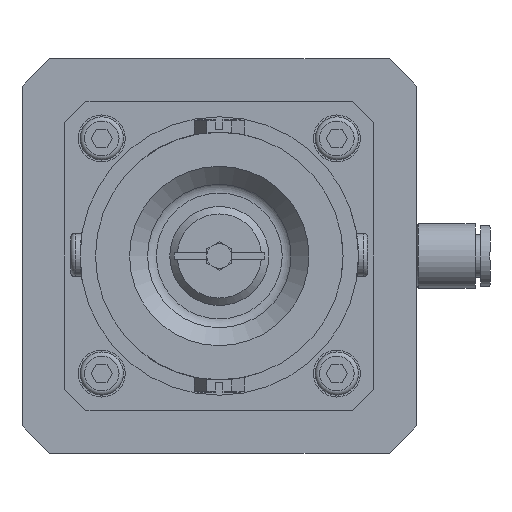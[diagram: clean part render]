
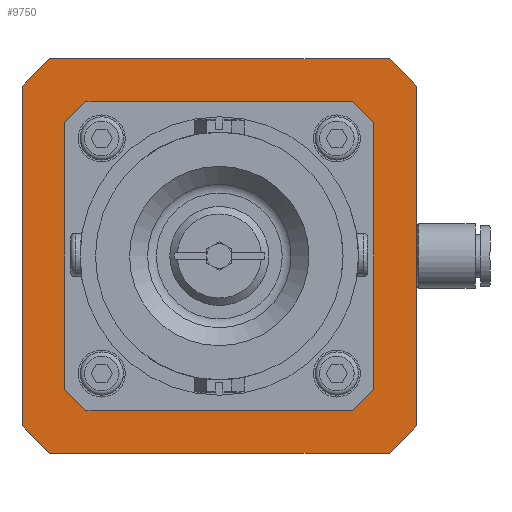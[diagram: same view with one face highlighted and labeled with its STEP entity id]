
A CAD part, front view. The second image highlights one B-rep face of the part: STEP entity #9750.
In plain terms, the highlighted face is planar.
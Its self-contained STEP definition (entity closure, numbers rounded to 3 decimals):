
#528=FACE_BOUND('',#1991,.T.);
#529=FACE_BOUND('',#1992,.T.);
#530=FACE_BOUND('',#1993,.T.);
#531=FACE_BOUND('',#1994,.T.);
#532=FACE_BOUND('',#1995,.T.);
#812=PLANE('',#10982);
#1323=FACE_OUTER_BOUND('',#1990,.T.);
#1990=EDGE_LOOP('',(#8707,#8708,#8709,#8710,#8711,#8712,#8713,#8714));
#1991=EDGE_LOOP('',(#8715));
#1992=EDGE_LOOP('',(#8716));
#1993=EDGE_LOOP('',(#8717));
#1994=EDGE_LOOP('',(#8718));
#1995=EDGE_LOOP('',(#8719));
#2811=LINE('',#16696,#3653);
#2814=LINE('',#16702,#3656);
#2816=LINE('',#16706,#3658);
#2818=LINE('',#16711,#3660);
#2821=LINE('',#16716,#3663);
#2823=LINE('',#16720,#3665);
#2825=LINE('',#16723,#3667);
#2826=LINE('',#16725,#3668);
#3653=VECTOR('',#13534,10.);
#3656=VECTOR('',#13541,10.);
#3658=VECTOR('',#13545,10.);
#3660=VECTOR('',#13549,10.);
#3663=VECTOR('',#13554,10.);
#3665=VECTOR('',#13558,10.);
#3667=VECTOR('',#13562,10.);
#3668=VECTOR('',#13565,10.);
#4128=CIRCLE('',#10954,2.05);
#4130=CIRCLE('',#10957,2.05);
#4132=CIRCLE('',#10960,2.05);
#4134=CIRCLE('',#10963,2.05);
#4140=CIRCLE('',#10983,9.);
#4914=VERTEX_POINT('',#16629);
#4916=VERTEX_POINT('',#16635);
#4918=VERTEX_POINT('',#16641);
#4920=VERTEX_POINT('',#16647);
#4937=VERTEX_POINT('',#16693);
#4938=VERTEX_POINT('',#16695);
#4939=VERTEX_POINT('',#16701);
#4940=VERTEX_POINT('',#16705);
#4941=VERTEX_POINT('',#16709);
#4942=VERTEX_POINT('',#16710);
#4943=VERTEX_POINT('',#16715);
#4944=VERTEX_POINT('',#16719);
#4945=VERTEX_POINT('',#16727);
#6176=EDGE_CURVE('',#4914,#4914,#4128,.T.);
#6179=EDGE_CURVE('',#4916,#4916,#4130,.T.);
#6182=EDGE_CURVE('',#4918,#4918,#4132,.T.);
#6185=EDGE_CURVE('',#4920,#4920,#4134,.T.);
#6209=EDGE_CURVE('',#4938,#4937,#2811,.T.);
#6212=EDGE_CURVE('',#4939,#4938,#2814,.T.);
#6214=EDGE_CURVE('',#4937,#4940,#2816,.T.);
#6216=EDGE_CURVE('',#4941,#4942,#2818,.T.);
#6219=EDGE_CURVE('',#4942,#4943,#2821,.T.);
#6221=EDGE_CURVE('',#4943,#4944,#2823,.T.);
#6223=EDGE_CURVE('',#4944,#4939,#2825,.T.);
#6224=EDGE_CURVE('',#4940,#4941,#2826,.T.);
#6225=EDGE_CURVE('',#4945,#4945,#4140,.T.);
#8707=ORIENTED_EDGE('',*,*,#6209,.T.);
#8708=ORIENTED_EDGE('',*,*,#6214,.T.);
#8709=ORIENTED_EDGE('',*,*,#6224,.T.);
#8710=ORIENTED_EDGE('',*,*,#6216,.T.);
#8711=ORIENTED_EDGE('',*,*,#6219,.T.);
#8712=ORIENTED_EDGE('',*,*,#6221,.T.);
#8713=ORIENTED_EDGE('',*,*,#6223,.T.);
#8714=ORIENTED_EDGE('',*,*,#6212,.T.);
#8715=ORIENTED_EDGE('',*,*,#6176,.T.);
#8716=ORIENTED_EDGE('',*,*,#6179,.T.);
#8717=ORIENTED_EDGE('',*,*,#6182,.T.);
#8718=ORIENTED_EDGE('',*,*,#6185,.T.);
#8719=ORIENTED_EDGE('',*,*,#6225,.T.);
#9750=ADVANCED_FACE('',(#1323,#528,#529,#530,#531,#532),#812,.T.);
#10954=AXIS2_PLACEMENT_3D('',#16631,#13473,#13474);
#10957=AXIS2_PLACEMENT_3D('',#16637,#13480,#13481);
#10960=AXIS2_PLACEMENT_3D('',#16643,#13487,#13488);
#10963=AXIS2_PLACEMENT_3D('',#16649,#13494,#13495);
#10982=AXIS2_PLACEMENT_3D('',#16726,#13566,#13567);
#10983=AXIS2_PLACEMENT_3D('',#16728,#13568,#13569);
#13473=DIRECTION('center_axis',(0.,0.,-1.));
#13474=DIRECTION('ref_axis',(-1.,0.,0.));
#13480=DIRECTION('center_axis',(0.,0.,-1.));
#13481=DIRECTION('ref_axis',(-1.,0.,0.));
#13487=DIRECTION('center_axis',(0.,0.,-1.));
#13488=DIRECTION('ref_axis',(-1.,0.,0.));
#13494=DIRECTION('center_axis',(0.,0.,-1.));
#13495=DIRECTION('ref_axis',(-1.,0.,0.));
#13534=DIRECTION('',(0.,1.,0.));
#13541=DIRECTION('',(0.707,0.707,0.));
#13545=DIRECTION('',(-0.707,0.707,0.));
#13549=DIRECTION('',(-0.707,-0.707,0.));
#13554=DIRECTION('',(0.,-1.,0.));
#13558=DIRECTION('',(0.707,-0.707,0.));
#13562=DIRECTION('',(1.,0.,0.));
#13565=DIRECTION('',(-1.,0.,0.));
#13566=DIRECTION('center_axis',(0.,0.,1.));
#13567=DIRECTION('ref_axis',(1.,0.,0.));
#13568=DIRECTION('center_axis',(0.,0.,-1.));
#13569=DIRECTION('ref_axis',(-1.,0.,0.));
#16629=CARTESIAN_POINT('',(21.05,-19.,15.));
#16631=CARTESIAN_POINT('Origin',(19.,-19.,15.));
#16635=CARTESIAN_POINT('',(-16.95,19.,15.));
#16637=CARTESIAN_POINT('Origin',(-19.,19.,15.));
#16641=CARTESIAN_POINT('',(21.05,19.,15.));
#16643=CARTESIAN_POINT('Origin',(19.,19.,15.));
#16647=CARTESIAN_POINT('',(-16.95,-19.,15.));
#16649=CARTESIAN_POINT('Origin',(-19.,-19.,15.));
#16693=CARTESIAN_POINT('',(31.884,27.473,15.));
#16695=CARTESIAN_POINT('',(31.884,-27.473,15.));
#16696=CARTESIAN_POINT('',(31.884,-27.473,15.));
#16701=CARTESIAN_POINT('',(27.472,-31.884,15.));
#16702=CARTESIAN_POINT('',(27.472,-31.884,15.));
#16705=CARTESIAN_POINT('',(27.472,31.884,15.));
#16706=CARTESIAN_POINT('',(31.884,27.473,15.));
#16709=CARTESIAN_POINT('',(-27.472,31.884,15.));
#16710=CARTESIAN_POINT('',(-31.884,27.472,15.));
#16711=CARTESIAN_POINT('',(-27.472,31.884,15.));
#16715=CARTESIAN_POINT('',(-31.884,-27.472,15.));
#16716=CARTESIAN_POINT('',(-31.884,27.472,15.));
#16719=CARTESIAN_POINT('',(-27.472,-31.884,15.));
#16720=CARTESIAN_POINT('',(-31.884,-27.472,15.));
#16723=CARTESIAN_POINT('',(-27.472,-31.884,15.));
#16725=CARTESIAN_POINT('',(27.472,31.884,15.));
#16726=CARTESIAN_POINT('Origin',(17.678,-17.678,15.));
#16727=CARTESIAN_POINT('',(9.,0.,15.));
#16728=CARTESIAN_POINT('Origin',(0.,0.,15.));
